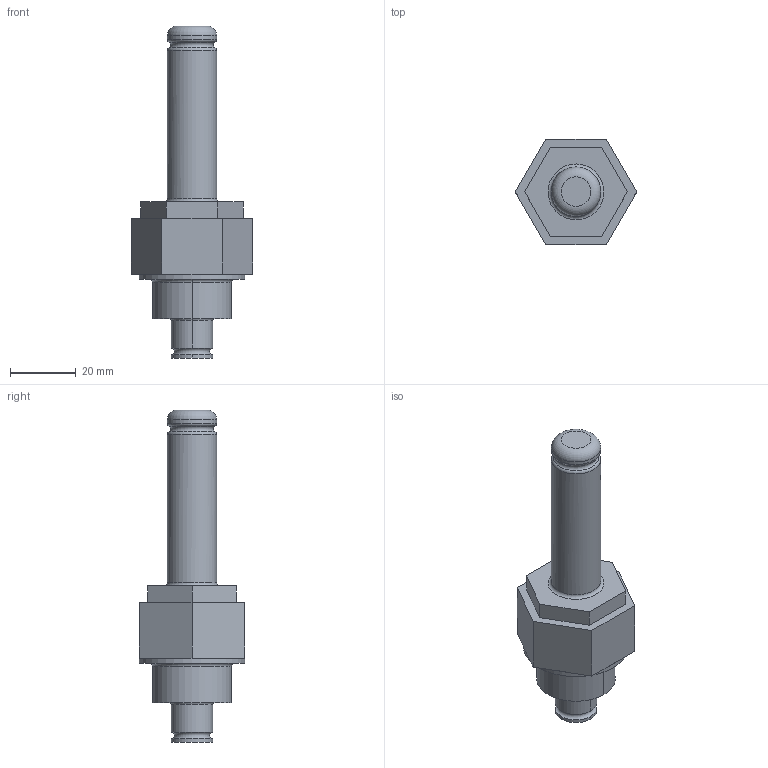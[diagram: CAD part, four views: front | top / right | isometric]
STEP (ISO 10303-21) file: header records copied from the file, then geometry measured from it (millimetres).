
FILE_DESCRIPTION(('TFLEX Exchange Step'),'2;1');
FILE_NAME('EVM-NC.stp', '2024-07-02T16:51:38+03:00',('RUCO3378'),('Unknown organisation'),'TFLEX Exchange 2024.4','T-FLEX CAD','Unknown authorisation');
FILE_SCHEMA( ('AP203_CONFIGURATION_CONTROLLED_3D_DESIGN_OF_MECHANICAL_PARTS_AND_ASSEMBLIES_MIM_LF') );
Length unit declared in the file: millimetre
Products named in the file (1): Assembly
Bounding box: 36.95 x 32 x 101 mm (x, y, z)
Volume: 35627.9 mm3; surface area: 8106.6 mm2
Topology: 1 solids, 1 shells, 43 faces, 106 edges, 69 vertices
Faces by surface type: plane 24, torus 10, cylinder 9
Full cylindrical faces by diameter (mm): 15 x2, 32 x1
Entity records: 1319 total; most frequent: DIRECTION 249, CARTESIAN_POINT 219, ORIENTED_EDGE 212, EDGE_CURVE 106, AXIS2_PLACEMENT_3D 99, VERTEX_POINT 69, CIRCLE 55, VECTOR 51
